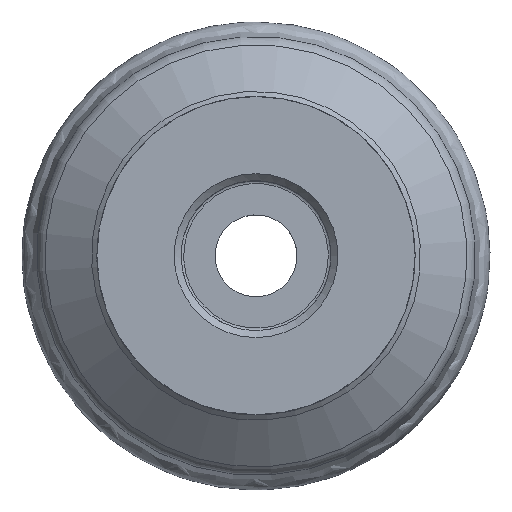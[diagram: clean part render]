
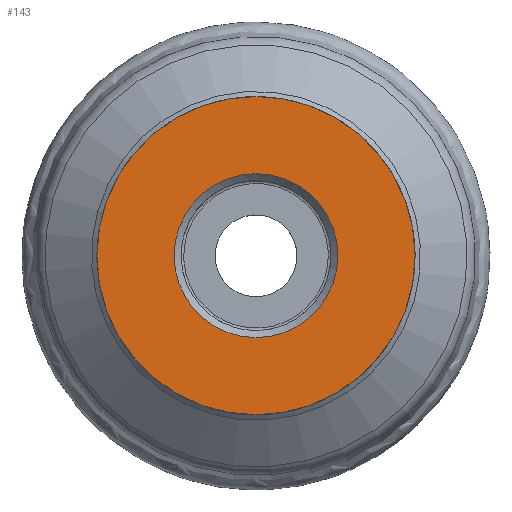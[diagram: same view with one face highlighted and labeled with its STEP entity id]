
A CAD part, top view. The second image highlights one B-rep face of the part: STEP entity #143.
In plain terms, the highlighted planar face has unit normal (0, 0, 1).
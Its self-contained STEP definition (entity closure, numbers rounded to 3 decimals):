
#112=PLANE('',#567);
#143=ADVANCED_FACE('',(#196,#197),#112,.T.);
#196=FACE_BOUND('',#245,.T.);
#197=FACE_BOUND('',#246,.T.);
#245=EDGE_LOOP('',(#293));
#246=EDGE_LOOP('',(#294));
#293=ORIENTED_EDGE('',*,*,#345,.T.);
#294=ORIENTED_EDGE('',*,*,#328,.F.);
#303=VERTEX_POINT('',#756);
#320=VERTEX_POINT('',#807);
#328=EDGE_CURVE('',#303,#303,#352,.T.);
#345=EDGE_CURVE('',#320,#320,#369,.T.);
#352=CIRCLE('',#532,34.);
#369=CIRCLE('',#566,17.506);
#532=AXIS2_PLACEMENT_3D('',#755,#624,#625);
#566=AXIS2_PLACEMENT_3D('',#806,#692,#693);
#567=AXIS2_PLACEMENT_3D('',#808,#694,#695);
#624=DIRECTION('',(0.,0.,-1.));
#625=DIRECTION('',(1.,0.,0.));
#692=DIRECTION('',(0.,0.,-1.));
#693=DIRECTION('',(1.,0.,0.));
#694=DIRECTION('',(0.,0.,1.));
#695=DIRECTION('',(-0.242,0.97,0.));
#755=CARTESIAN_POINT('',(0.,0.,0.));
#756=CARTESIAN_POINT('',(34.,0.,0.));
#806=CARTESIAN_POINT('',(0.,0.,0.));
#807=CARTESIAN_POINT('',(17.506,0.,0.));
#808=CARTESIAN_POINT('',(-34.,0.,0.));
